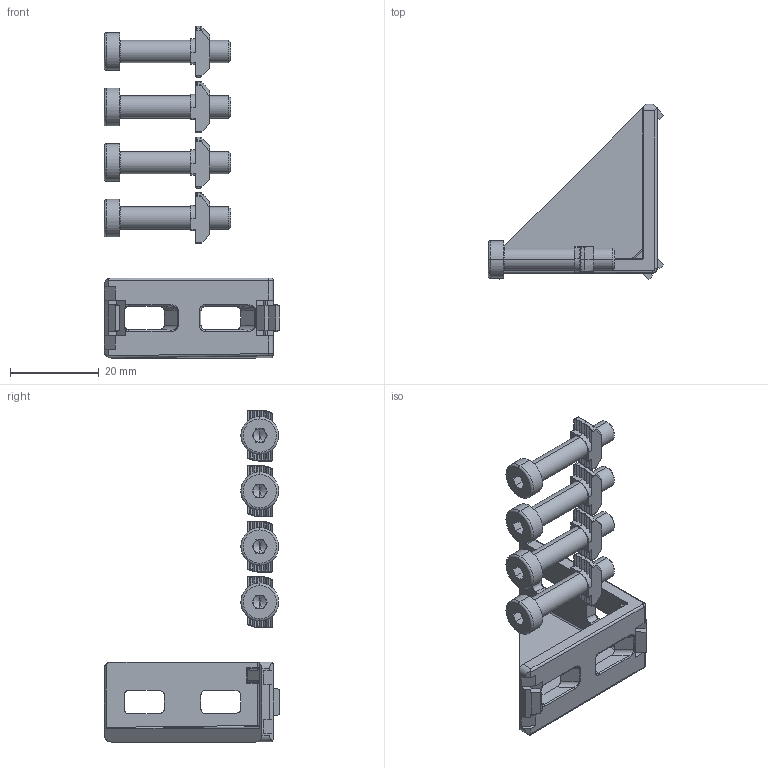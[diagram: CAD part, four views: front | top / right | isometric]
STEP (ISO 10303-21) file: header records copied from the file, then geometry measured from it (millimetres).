
FILE_DESCRIPTION (( 'STEP AP214' ), '1' );
FILE_NAME ('093w202n06s05.STEP', '2014-08-20T10:49:25', ( '' ), ( '' ), 'SwSTEP 2.0', 'SolidWorks 2014', '' );
FILE_SCHEMA (( 'AUTOMOTIVE_DESIGN' ));
Length unit declared in the file: millimetre
Products named in the file (4): 096h06510_096h06510; socket head thin cap screw_din_DIN 7984 - M5 x 25 --- 25C; 093w202n06_093 w 202 n06 s04; 093w202n06s05
Assembly tree (9 placements, depth 2):
  093w202n06s05
    093w202n06_093 w 202 n06 s04
    socket head thin cap screw_din_DIN 7984 - M5 x 25 --- 25C  x4
    096h06510_096h06510  x4
Bounding box: 39.5 x 39.5 x 74.75 mm (x, y, z)
Volume: 8157.8 mm3; surface area: 7845.2 mm2
Topology: 9 solids, 9 shells, 564 faces, 1496 edges, 946 vertices
Faces by surface type: plane 310, cylinder 149, torus 51, bspline 30, cone 24
Entity records: 8960 total; most frequent: CARTESIAN_POINT 2654, ORIENTED_EDGE 1408, DIRECTION 1137, EDGE_CURVE 704, VERTEX_POINT 445, LINE 417, VECTOR 417, AXIS2_PLACEMENT_3D 360
